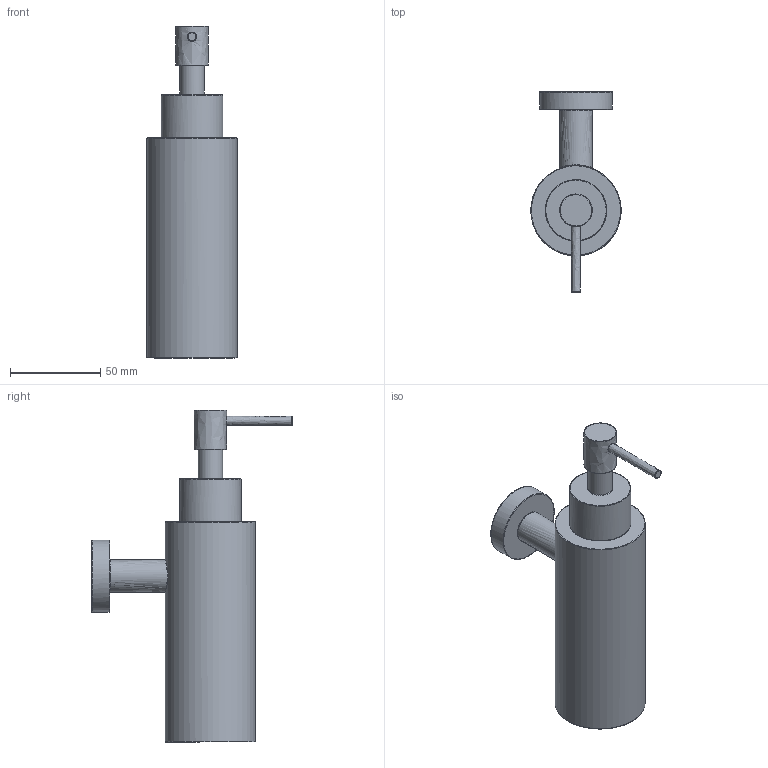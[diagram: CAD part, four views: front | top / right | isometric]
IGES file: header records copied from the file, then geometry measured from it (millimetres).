
Start section: C
Global section: file name: CBA09.igs; native system: By Siemens PLM Incorporated; preprocessor: XPlus GENERIC/IGES 18.0.17; author: Author; organization: Title; date: 20160315.111704; units: millimetre
Bounding box: 49.93 x 111.35 x 184 mm (x, y, z)
Volume: 281328.8 mm3; surface area: 37024.2 mm2
Topology: 4 solids, 4 shells, 49 faces, 104 edges, 67 vertices
Faces by surface type: bspline 49
